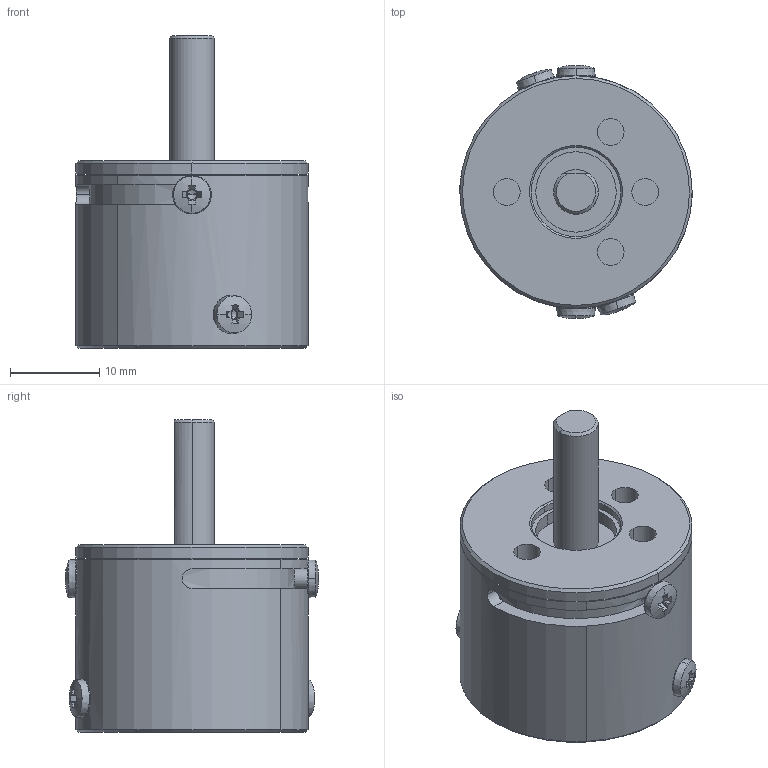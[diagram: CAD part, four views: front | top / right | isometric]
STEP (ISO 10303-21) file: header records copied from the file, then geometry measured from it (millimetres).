
FILE_DESCRIPTION (( 'STEP AP203' ), '1' );
FILE_NAME ('PHT 0.02D_25384800.STEP', '2016-06-09T05:29:32', ( ' ' ), ( '' ), 'SwSTEP 2.0', 'SolidWorks 2009', '' );
FILE_SCHEMA (( 'CONFIG_CONTROL_DESIGN' ));
Length unit declared in the file: millimetre
Products named in the file (1): PHT 0.02D_25384800
Bounding box: 26 x 28.34 x 35 mm (x, y, z)
Volume: 10795.8 mm3; surface area: 3885.4 mm2
Topology: 1 solids, 1 shells, 194 faces, 489 edges, 306 vertices
Faces by surface type: plane 95, cylinder 48, cone 43, sphere 8
Entity records: 6097 total; most frequent: CARTESIAN_POINT 1298, DIRECTION 1060, ORIENTED_EDGE 962, EDGE_CURVE 481, AXIS2_PLACEMENT_3D 442, VERTEX_POINT 306, CIRCLE 247, EDGE_LOOP 211
